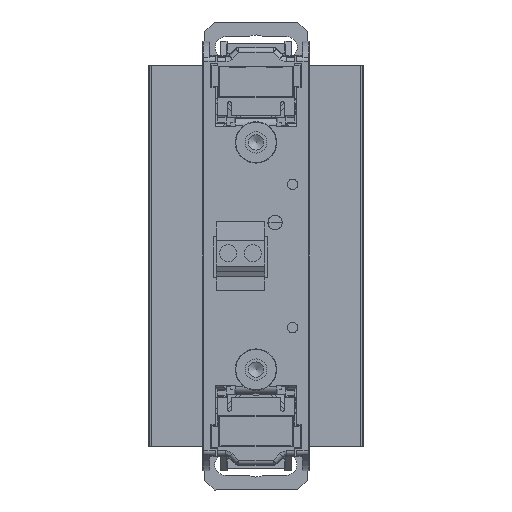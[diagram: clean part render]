
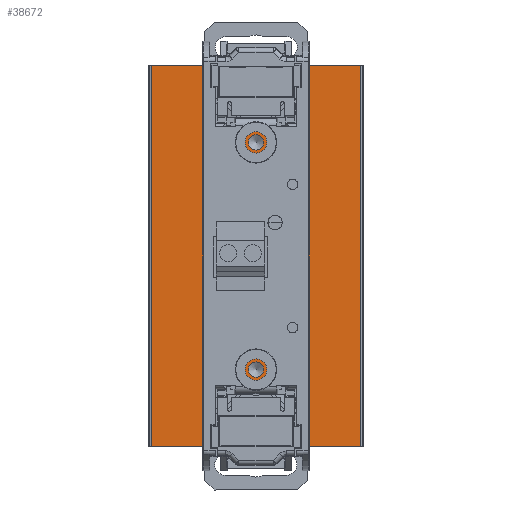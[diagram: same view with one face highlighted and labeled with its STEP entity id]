
A CAD part, front view. The second image highlights one B-rep face of the part: STEP entity #38672.
In plain terms, the highlighted face is planar.
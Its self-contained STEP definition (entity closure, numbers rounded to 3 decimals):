
#289=FACE_BOUND('',#5370,.T.);
#290=FACE_BOUND('',#5371,.T.);
#1623=PLANE('',#41797);
#3411=FACE_OUTER_BOUND('',#5369,.T.);
#5369=EDGE_LOOP('',(#33128,#33129,#33130,#33131));
#5370=EDGE_LOOP('',(#33132,#33133));
#5371=EDGE_LOOP('',(#33134,#33135));
#6381=CIRCLE('',#41253,1.621);
#6382=CIRCLE('',#41254,1.621);
#6385=CIRCLE('',#41259,1.621);
#6386=CIRCLE('',#41260,1.621);
#10265=LINE('',#66896,#14239);
#10507=LINE('',#67796,#14481);
#10508=LINE('',#67799,#14482);
#10509=LINE('',#67800,#14483);
#14239=VECTOR('',#50291,1.);
#14481=VECTOR('',#51257,1.);
#14482=VECTOR('',#51262,1.);
#14483=VECTOR('',#51263,1.);
#17613=VERTEX_POINT('',#66363);
#17614=VERTEX_POINT('',#66364);
#17618=VERTEX_POINT('',#66376);
#17619=VERTEX_POINT('',#66377);
#17844=VERTEX_POINT('',#66893);
#17845=VERTEX_POINT('',#66895);
#18140=VERTEX_POINT('',#67793);
#18141=VERTEX_POINT('',#67795);
#22656=EDGE_CURVE('',#17613,#17614,#6381,.T.);
#22657=EDGE_CURVE('',#17614,#17613,#6382,.T.);
#22662=EDGE_CURVE('',#17618,#17619,#6385,.T.);
#22663=EDGE_CURVE('',#17619,#17618,#6386,.T.);
#22896=EDGE_CURVE('',#17844,#17845,#10265,.T.);
#23350=EDGE_CURVE('',#18141,#18140,#10507,.T.);
#23352=EDGE_CURVE('',#18140,#17845,#10508,.T.);
#23353=EDGE_CURVE('',#18141,#17844,#10509,.T.);
#33128=ORIENTED_EDGE('',*,*,#23352,.T.);
#33129=ORIENTED_EDGE('',*,*,#22896,.F.);
#33130=ORIENTED_EDGE('',*,*,#23353,.F.);
#33131=ORIENTED_EDGE('',*,*,#23350,.T.);
#33132=ORIENTED_EDGE('',*,*,#22656,.T.);
#33133=ORIENTED_EDGE('',*,*,#22657,.T.);
#33134=ORIENTED_EDGE('',*,*,#22662,.T.);
#33135=ORIENTED_EDGE('',*,*,#22663,.T.);
#38672=ADVANCED_FACE('',(#3411,#289,#290),#1623,.T.);
#41253=AXIS2_PLACEMENT_3D('',#66365,#49810,#49811);
#41254=AXIS2_PLACEMENT_3D('',#66366,#49812,#49813);
#41259=AXIS2_PLACEMENT_3D('',#66378,#49824,#49825);
#41260=AXIS2_PLACEMENT_3D('',#66379,#49826,#49827);
#41797=AXIS2_PLACEMENT_3D('',#67798,#51260,#51261);
#49810=DIRECTION('center_axis',(0.706,-0.584,-0.402));
#49811=DIRECTION('ref_axis',(0.624,0.243,0.743));
#49812=DIRECTION('center_axis',(0.706,-0.584,-0.402));
#49813=DIRECTION('ref_axis',(0.624,0.243,0.743));
#49824=DIRECTION('center_axis',(0.706,-0.584,-0.402));
#49825=DIRECTION('ref_axis',(0.624,0.243,0.743));
#49826=DIRECTION('center_axis',(0.706,-0.584,-0.402));
#49827=DIRECTION('ref_axis',(0.624,0.243,0.743));
#50291=DIRECTION('',(-0.336,-0.775,0.535));
#51257=DIRECTION('',(-0.336,-0.775,0.535));
#51260=DIRECTION('center_axis',(-0.706,0.584,0.402));
#51261=DIRECTION('ref_axis',(0.624,0.243,0.743));
#51262=DIRECTION('',(0.624,0.243,0.743));
#51263=DIRECTION('',(0.624,0.243,0.743));
#66363=CARTESIAN_POINT('',(33.476,29.839,23.555));
#66364=CARTESIAN_POINT('',(31.453,29.052,21.147));
#66365=CARTESIAN_POINT('Origin',(32.465,29.446,22.351));
#66366=CARTESIAN_POINT('Origin',(32.465,29.446,22.351));
#66376=CARTESIAN_POINT('',(49.461,66.728,-1.929));
#66377=CARTESIAN_POINT('',(47.438,65.941,-4.337));
#66378=CARTESIAN_POINT('Origin',(48.449,66.335,-3.133));
#66379=CARTESIAN_POINT('Origin',(48.449,66.335,-3.133));
#66893=CARTESIAN_POINT('',(67.587,84.217,4.496));
#66895=CARTESIAN_POINT('',(40.723,22.218,47.327));
#66896=CARTESIAN_POINT('',(67.587,84.217,4.496));
#67793=CARTESIAN_POINT('',(13.327,11.564,14.721));
#67795=CARTESIAN_POINT('',(40.191,73.562,-28.11));
#67796=CARTESIAN_POINT('',(40.191,73.562,-28.11));
#67798=CARTESIAN_POINT('Origin',(10.614,7.931,15.233));
#67799=CARTESIAN_POINT('',(13.327,11.564,14.721));
#67800=CARTESIAN_POINT('',(40.191,73.562,-28.11));
